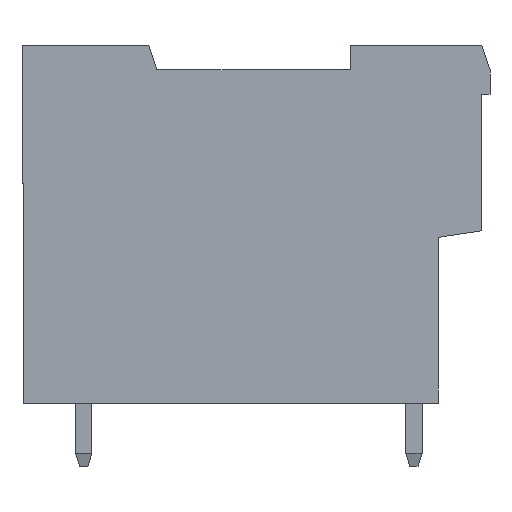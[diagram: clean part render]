
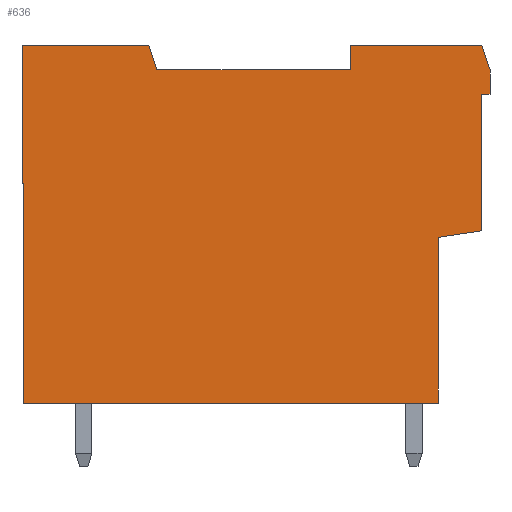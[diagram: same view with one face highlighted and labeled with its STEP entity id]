
A CAD part, left-side view. The second image highlights one B-rep face of the part: STEP entity #636.
In plain terms, the highlighted planar face has unit normal (-1, 0, 0).
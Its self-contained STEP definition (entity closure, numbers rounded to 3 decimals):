
#636 = ADVANCED_FACE( '', ( #1516 ), #1517, .T. );
#1516 = FACE_OUTER_BOUND( '', #2688, .T. );
#1517 = PLANE( '', #2689 );
#2688 = EDGE_LOOP( '', ( #4247, #4248, #4249, #4250, #4251, #4252, #4253, #4254, #4255, #4256, #4257, #4258, #4259, #4260, #4261 ) );
#2689 = AXIS2_PLACEMENT_3D( '', #4262, #4263, #4264 );
#4247 = ORIENTED_EDGE( '', *, *, #7561, .T. );
#4248 = ORIENTED_EDGE( '', *, *, #7566, .F. );
#4249 = ORIENTED_EDGE( '', *, *, #7567, .T. );
#4250 = ORIENTED_EDGE( '', *, *, #7568, .T. );
#4251 = ORIENTED_EDGE( '', *, *, #7569, .T. );
#4252 = ORIENTED_EDGE( '', *, *, #7570, .T. );
#4253 = ORIENTED_EDGE( '', *, *, #7571, .T. );
#4254 = ORIENTED_EDGE( '', *, *, #7572, .T. );
#4255 = ORIENTED_EDGE( '', *, *, #7573, .T. );
#4256 = ORIENTED_EDGE( '', *, *, #7574, .T. );
#4257 = ORIENTED_EDGE( '', *, *, #7575, .T. );
#4258 = ORIENTED_EDGE( '', *, *, #7576, .T. );
#4259 = ORIENTED_EDGE( '', *, *, #7577, .T. );
#4260 = ORIENTED_EDGE( '', *, *, #7578, .T. );
#4261 = ORIENTED_EDGE( '', *, *, #7579, .T. );
#4262 = CARTESIAN_POINT( '', ( -8.62, 0., 0. ) );
#4263 = DIRECTION( '', ( -1., 0., 0. ) );
#4264 = DIRECTION( '', ( 0., 0., 1. ) );
#7561 = EDGE_CURVE( '', #9249, #9250, #9251, .T. );
#7566 = EDGE_CURVE( '', #9258, #9250, #9259, .T. );
#7567 = EDGE_CURVE( '', #9258, #9260, #9261, .T. );
#7568 = EDGE_CURVE( '', #9260, #9262, #9263, .T. );
#7569 = EDGE_CURVE( '', #9262, #9264, #9265, .T. );
#7570 = EDGE_CURVE( '', #9264, #9266, #9267, .T. );
#7571 = EDGE_CURVE( '', #9266, #9268, #9269, .T. );
#7572 = EDGE_CURVE( '', #9268, #9270, #9271, .T. );
#7573 = EDGE_CURVE( '', #9270, #9272, #9273, .T. );
#7574 = EDGE_CURVE( '', #9272, #9274, #9275, .F. );
#7575 = EDGE_CURVE( '', #9274, #9276, #9277, .T. );
#7576 = EDGE_CURVE( '', #9276, #9278, #9279, .T. );
#7577 = EDGE_CURVE( '', #9278, #9280, #9281, .T. );
#7578 = EDGE_CURVE( '', #9280, #9282, #9283, .F. );
#7579 = EDGE_CURVE( '', #9282, #9249, #9284, .T. );
#9249 = VERTEX_POINT( '', #11621 );
#9250 = VERTEX_POINT( '', #11622 );
#9251 = LINE( '', #11623, #11624 );
#9258 = VERTEX_POINT( '', #11634 );
#9259 = LINE( '', #11635, #11636 );
#9260 = VERTEX_POINT( '', #11637 );
#9261 = LINE( '', #11638, #11639 );
#9262 = VERTEX_POINT( '', #11640 );
#9263 = LINE( '', #11641, #11642 );
#9264 = VERTEX_POINT( '', #11643 );
#9265 = LINE( '', #11644, #11645 );
#9266 = VERTEX_POINT( '', #11646 );
#9267 = LINE( '', #11647, #11648 );
#9268 = VERTEX_POINT( '', #11649 );
#9269 = LINE( '', #11650, #11651 );
#9270 = VERTEX_POINT( '', #11652 );
#9271 = LINE( '', #11653, #11654 );
#9272 = VERTEX_POINT( '', #11655 );
#9273 = LINE( '', #11656, #11657 );
#9274 = VERTEX_POINT( '', #11658 );
#9275 = LINE( '', #11659, #11660 );
#9276 = VERTEX_POINT( '', #11661 );
#9277 = LINE( '', #11662, #11663 );
#9278 = VERTEX_POINT( '', #11664 );
#9279 = LINE( '', #11665, #11666 );
#9280 = VERTEX_POINT( '', #11667 );
#9281 = LINE( '', #11668, #11669 );
#9282 = VERTEX_POINT( '', #11670 );
#9283 = LINE( '', #11671, #11672 );
#9284 = LINE( '', #11673, #11674 );
#11621 = CARTESIAN_POINT( '', ( -8.62, 14.25, 11. ) );
#11622 = CARTESIAN_POINT( '', ( -8.62, 14.25, 2.5 ) );
#11623 = CARTESIAN_POINT( '', ( -8.62, 14.25, 11. ) );
#11624 = VECTOR( '', #14092, 1000. );
#11634 = CARTESIAN_POINT( '', ( -8.62, 14.15, 2.5 ) );
#11635 = CARTESIAN_POINT( '', ( -8.62, 14.15, 2.5 ) );
#11636 = VECTOR( '', #14096, 1000. );
#11637 = CARTESIAN_POINT( '', ( -8.62, 14.15, -11. ) );
#11638 = CARTESIAN_POINT( '', ( -8.62, 14.15, 2.5 ) );
#11639 = VECTOR( '', #14097, 1000. );
#11640 = CARTESIAN_POINT( '', ( -8.62, -11.37, -11. ) );
#11641 = CARTESIAN_POINT( '', ( -8.62, 14.25, -11. ) );
#11642 = VECTOR( '', #14098, 1000. );
#11643 = CARTESIAN_POINT( '', ( -8.62, -11.37, -0.8 ) );
#11644 = CARTESIAN_POINT( '', ( -8.62, -11.37, -11. ) );
#11645 = VECTOR( '', #14099, 1000. );
#11646 = CARTESIAN_POINT( '', ( -8.62, -14.05, -0.4 ) );
#11647 = CARTESIAN_POINT( '', ( -8.62, -11.37, -0.8 ) );
#11648 = VECTOR( '', #14100, 1000. );
#11649 = CARTESIAN_POINT( '', ( -8.62, -14.05, 8. ) );
#11650 = CARTESIAN_POINT( '', ( -8.62, -14.05, 8. ) );
#11651 = VECTOR( '', #14101, 1000. );
#11652 = CARTESIAN_POINT( '', ( -8.62, -14.55, 8. ) );
#11653 = CARTESIAN_POINT( '', ( -8.62, -14.55, 8. ) );
#11654 = VECTOR( '', #14102, 1000. );
#11655 = CARTESIAN_POINT( '', ( -8.62, -14.55, 9.5 ) );
#11656 = CARTESIAN_POINT( '', ( -8.62, -14.55, 8. ) );
#11657 = VECTOR( '', #14103, 1000. );
#11658 = CARTESIAN_POINT( '', ( -8.62, -14.05, 11. ) );
#11659 = CARTESIAN_POINT( '', ( -8.62, -15.945, 5.315 ) );
#11660 = VECTOR( '', #14104, 1000. );
#11661 = CARTESIAN_POINT( '', ( -8.62, -5.95, 11. ) );
#11662 = CARTESIAN_POINT( '', ( -8.62, -14.55, 11. ) );
#11663 = VECTOR( '', #14105, 1000. );
#11664 = CARTESIAN_POINT( '', ( -8.62, -5.95, 9.5 ) );
#11665 = CARTESIAN_POINT( '', ( -8.62, -5.95, 11. ) );
#11666 = VECTOR( '', #14106, 1000. );
#11667 = CARTESIAN_POINT( '', ( -8.62, 5.95, 9.5 ) );
#11668 = CARTESIAN_POINT( '', ( -8.62, -5.95, 9.5 ) );
#11669 = VECTOR( '', #14107, 1000. );
#11670 = CARTESIAN_POINT( '', ( -8.62, 6.45, 11. ) );
#11671 = CARTESIAN_POINT( '', ( -8.62, 2.505, -0.835 ) );
#11672 = VECTOR( '', #14108, 1000. );
#11673 = CARTESIAN_POINT( '', ( -8.62, 5.95, 11. ) );
#11674 = VECTOR( '', #14109, 1000. );
#14092 = DIRECTION( '', ( 0., 0., -1. ) );
#14096 = DIRECTION( '', ( 0., 1., 0. ) );
#14097 = DIRECTION( '', ( 0., 0., -1. ) );
#14098 = DIRECTION( '', ( 0., -1., 0. ) );
#14099 = DIRECTION( '', ( 0., 0., 1. ) );
#14100 = DIRECTION( '', ( 0., -0.989, 0.148 ) );
#14101 = DIRECTION( '', ( 0., 0., 1. ) );
#14102 = DIRECTION( '', ( 0., -1., 0. ) );
#14103 = DIRECTION( '', ( 0., 0., 1. ) );
#14104 = DIRECTION( '', ( 0., -0.316, -0.949 ) );
#14105 = DIRECTION( '', ( 0., 1., 0. ) );
#14106 = DIRECTION( '', ( 0., 0., -1. ) );
#14107 = DIRECTION( '', ( 0., 1., 0. ) );
#14108 = DIRECTION( '', ( 0., -0.316, -0.949 ) );
#14109 = DIRECTION( '', ( 0., 1., 0. ) );
